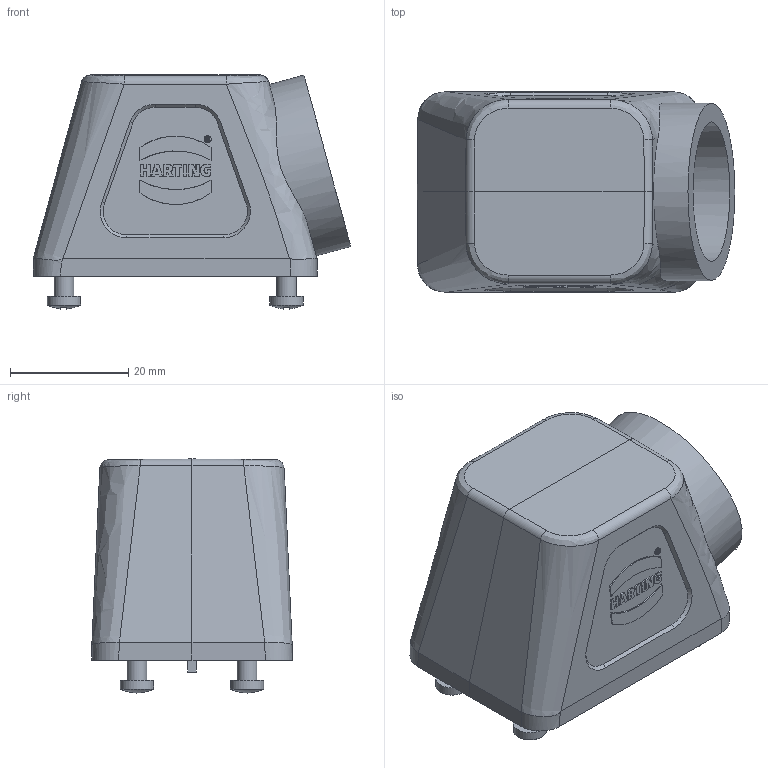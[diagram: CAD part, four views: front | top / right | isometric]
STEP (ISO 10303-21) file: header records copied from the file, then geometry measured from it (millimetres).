
FILE_DESCRIPTION(/* description */ (''),/* implementation_level */ '2;1');
FILE_NAME(/* name */ '100094981ugm000_b.stp',/* time_stamp */ '2020-03-30T15:43:54+02:00',/* author */ (''),/* organization */ (''),/* preprocessor_version */ 'ST-DEVELOPER v16.7',/* originating_system */ 'SIEMENS PLM Software NX 12.0',/* authorisation */ '');
FILE_SCHEMA (('AUTOMOTIVE_DESIGN { 1 0 10303 214 3 1 1 1 }'));
Length unit declared in the file: millimetre
Products named in the file (1): 100094981ugm000_b
Bounding box: 53.66 x 33.8 x 39.54 mm (x, y, z)
Volume: 13862.3 mm3; surface area: 12250.3 mm2
Topology: 1 solids, 5 shells, 236 faces, 615 edges, 408 vertices
Faces by surface type: plane 163, bspline 31, cylinder 23, cone 18, torus 1
Full cylindrical faces by diameter (mm): 2.6 x4, 3.3 x4, 5.6 x4, 23.6 x1, 30 x1
Entity records: 11277 total; most frequent: CARTESIAN_POINT 4405, ORIENTED_EDGE 1120, DIRECTION 901, EDGE_CURVE 560, VERTEX_POINT 388, LINE 331, VECTOR 331, AXIS2_PLACEMENT_3D 285
